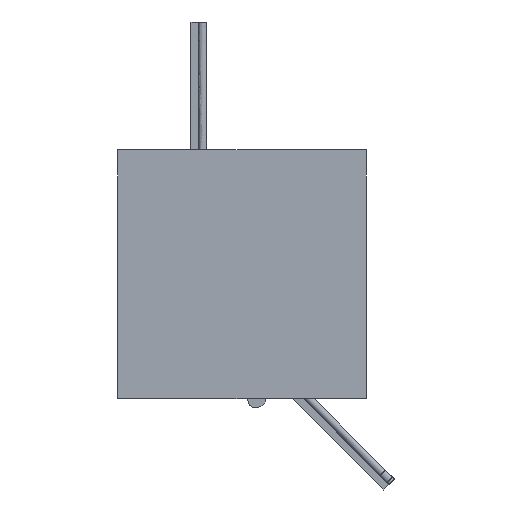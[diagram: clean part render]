
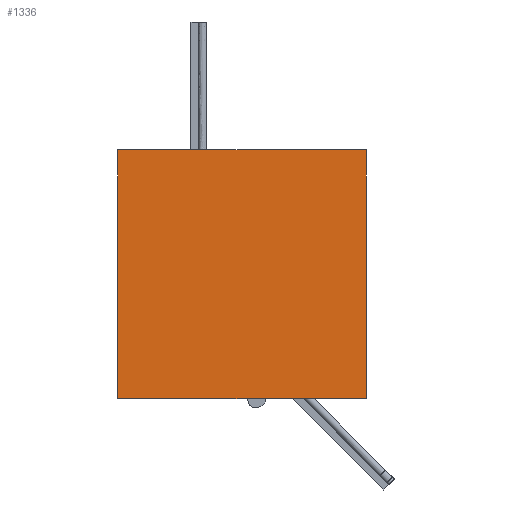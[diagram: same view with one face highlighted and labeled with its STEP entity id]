
A CAD part, front view. The second image highlights one B-rep face of the part: STEP entity #1336.
In plain terms, the highlighted free-form (B-spline) face has degree [1, 1] with [2, 2] control points.
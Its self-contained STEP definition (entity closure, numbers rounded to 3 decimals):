
#1229 = VERTEX_POINT('',#1230);
#1230 = CARTESIAN_POINT('',(-39.41,-8.228,
    44.187));
#1245 = VERTEX_POINT('',#1246);
#1246 = CARTESIAN_POINT('',(-39.41,-8.228,
    -38.309));
#1251 = EDGE_CURVE('',#1245,#1229,#1252,.T.);
#1252 = B_SPLINE_CURVE_WITH_KNOTS('',1,(#1253,#1254),.UNSPECIFIED.,.F.,
  .F.,(2,2),(-100.,0.),.PIECEWISE_BEZIER_KNOTS.);
#1253 = CARTESIAN_POINT('',(-39.41,-8.228,
    -38.309));
#1254 = CARTESIAN_POINT('',(-39.41,-8.228,
    44.187));
#1273 = VERTEX_POINT('',#1274);
#1274 = CARTESIAN_POINT('',(43.086,-8.228,
    -38.309));
#1279 = EDGE_CURVE('',#1273,#1245,#1280,.T.);
#1280 = B_SPLINE_CURVE_WITH_KNOTS('',1,(#1281,#1282),.UNSPECIFIED.,.F.,
  .F.,(2,2),(0.,100.),.PIECEWISE_BEZIER_KNOTS.);
#1281 = CARTESIAN_POINT('',(43.086,-8.228,
    -38.309));
#1282 = CARTESIAN_POINT('',(-39.41,-8.228,
    -38.309));
#1301 = VERTEX_POINT('',#1302);
#1302 = CARTESIAN_POINT('',(43.086,-8.228,
    44.187));
#1307 = EDGE_CURVE('',#1301,#1273,#1308,.T.);
#1308 = B_SPLINE_CURVE_WITH_KNOTS('',1,(#1309,#1310),.UNSPECIFIED.,.F.,
  .F.,(2,2),(0.,100.),.PIECEWISE_BEZIER_KNOTS.);
#1309 = CARTESIAN_POINT('',(43.086,-8.228,
    44.187));
#1310 = CARTESIAN_POINT('',(43.086,-8.228,
    -38.309));
#1327 = EDGE_CURVE('',#1229,#1301,#1328,.T.);
#1328 = B_SPLINE_CURVE_WITH_KNOTS('',1,(#1329,#1330),.UNSPECIFIED.,.F.,
  .F.,(2,2),(-100.,0.),.PIECEWISE_BEZIER_KNOTS.);
#1329 = CARTESIAN_POINT('',(-39.41,-8.228,
    44.187));
#1330 = CARTESIAN_POINT('',(43.086,-8.228,
    44.187));
#1336 = ADVANCED_FACE('',(#1337),#1343,.F.);
#1337 = FACE_BOUND('',#1338,.T.);
#1338 = EDGE_LOOP('',(#1339,#1340,#1341,#1342));
#1339 = ORIENTED_EDGE('',*,*,#1251,.F.);
#1340 = ORIENTED_EDGE('',*,*,#1279,.F.);
#1341 = ORIENTED_EDGE('',*,*,#1307,.F.);
#1342 = ORIENTED_EDGE('',*,*,#1327,.F.);
#1343 = B_SPLINE_SURFACE_WITH_KNOTS('',1,1,(
    (#1344,#1345)
    ,(#1346,#1347
    )),.UNSPECIFIED.,.F.,.F.,.F.,(2,2),(2,2),(-50.,50.),(-50.,50.),
  .PIECEWISE_BEZIER_KNOTS.);
#1344 = CARTESIAN_POINT('',(-39.41,-8.228,
    -38.309));
#1345 = CARTESIAN_POINT('',(43.086,-8.228,
    -38.309));
#1346 = CARTESIAN_POINT('',(-39.41,-8.228,
    44.187));
#1347 = CARTESIAN_POINT('',(43.086,-8.228,
    44.187));
